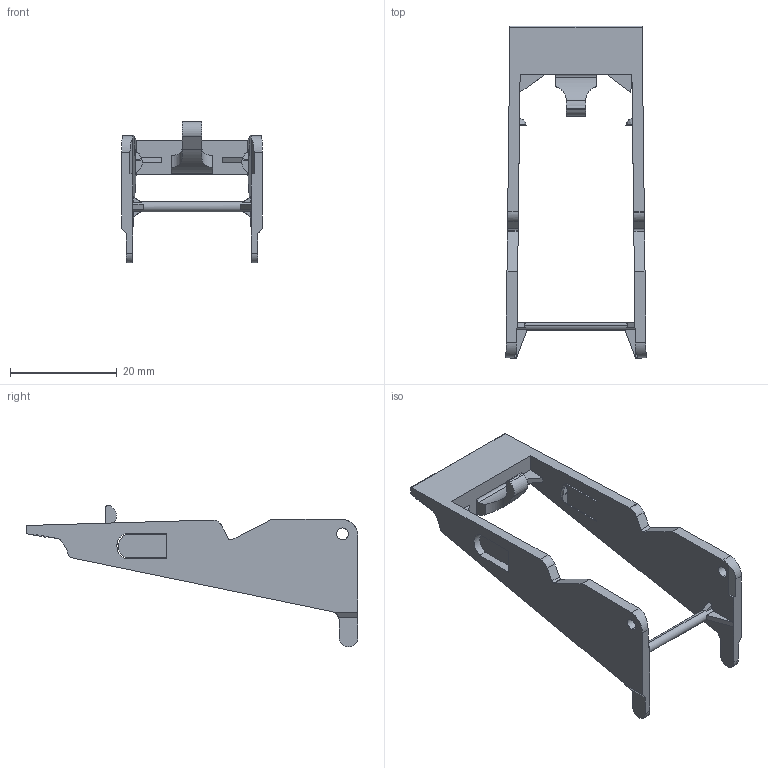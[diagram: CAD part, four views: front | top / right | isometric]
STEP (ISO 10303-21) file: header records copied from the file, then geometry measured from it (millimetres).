
FILE_DESCRIPTION (( 'STEP AP203' ), '1' );
FILE_NAME ('RXZR315 °â¿Û.STEP', '2019-06-03T00:22:51', ( 'shenler' ), ( 'Microsoft' ), 'SwSTEP 2.0', 'SolidWorks 2017', '' );
FILE_SCHEMA (( 'CONFIG_CONTROL_DESIGN' ));
Length unit declared in the file: millimetre
Products named in the file (1): RXZR315 售諶
Bounding box: 26.21 x 62.05 x 26.44 mm (x, y, z)
Volume: 3335.5 mm3; surface area: 4351.2 mm2
Topology: 1 solids, 1 shells, 161 faces, 464 edges, 302 vertices
Faces by surface type: plane 94, cylinder 63, bspline 4
Entity records: 5412 total; most frequent: CARTESIAN_POINT 1497, ORIENTED_EDGE 924, DIRECTION 670, EDGE_CURVE 462, VERTEX_POINT 302, VECTOR 292, LINE 292, AXIS2_PLACEMENT_3D 189
